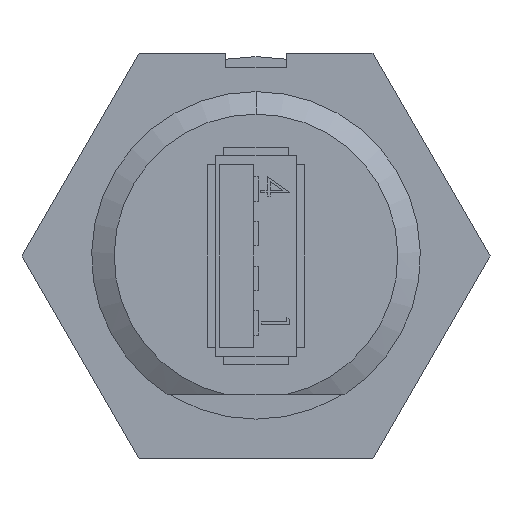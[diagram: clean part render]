
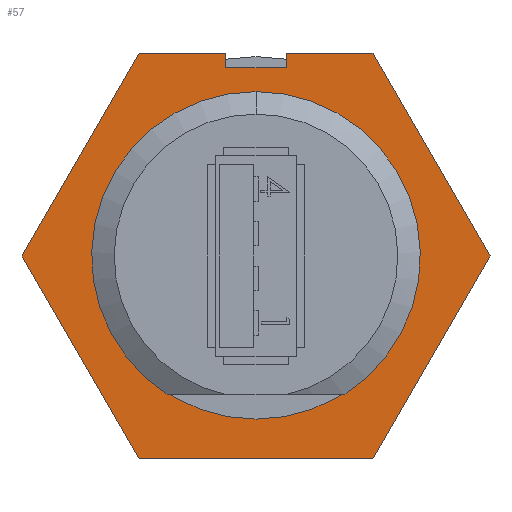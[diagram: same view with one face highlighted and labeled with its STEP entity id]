
A CAD part, front view. The second image highlights one B-rep face of the part: STEP entity #57.
In plain terms, the highlighted planar face has unit normal (0, -1, 0).
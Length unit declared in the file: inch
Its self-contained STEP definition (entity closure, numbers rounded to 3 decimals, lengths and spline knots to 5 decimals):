
#1 = ORIENTED_EDGE ( 'NONE', *, *, #132, .T. ) ;
#28 = VERTEX_POINT ( 'NONE', #843 ) ;
#29 = ORIENTED_EDGE ( 'NONE', *, *, #30, .F. ) ;
#30 = EDGE_CURVE ( 'NONE', #31, #70, #842, .T. ) ;
#31 = VERTEX_POINT ( 'NONE', #838 ) ;
#32 = ORIENTED_EDGE ( 'NONE', *, *, #33, .F. ) ;
#33 = EDGE_CURVE ( 'NONE', #35, #31, #837, .T. ) ;
#34 = ORIENTED_EDGE ( 'NONE', *, *, #38, .F. ) ;
#35 = VERTEX_POINT ( 'NONE', #833 ) ;
#37 = VERTEX_POINT ( 'NONE', #832 ) ;
#38 = EDGE_CURVE ( 'NONE', #37, #35, #831, .T. ) ;
#39 = ORIENTED_EDGE ( 'NONE', *, *, #40, .F. ) ;
#40 = EDGE_CURVE ( 'NONE', #41, #37, #827, .T. ) ;
#41 = VERTEX_POINT ( 'NONE', #823 ) ;
#42 = ORIENTED_EDGE ( 'NONE', *, *, #43, .F. ) ;
#43 = EDGE_CURVE ( 'NONE', #48, #41, #822, .T. ) ;
#44 = EDGE_LOOP ( 'NONE', ( #1, #10202 ) ) ;
#47 = EDGE_CURVE ( 'NONE', #28, #48, #876, .T. ) ;
#48 = VERTEX_POINT ( 'NONE', #872 ) ;
#50 = VERTEX_POINT ( 'NONE', #867 ) ;
#57 = ADVANCED_FACE ( 'NONE', ( #854, #853 ), #851, .F. ) ;
#58 = EDGE_LOOP ( 'NONE', ( #60, #59, #62, #65, #68, #29, #32, #34, #39, #42 ) ) ;
#59 = ORIENTED_EDGE ( 'NONE', *, *, #61, .T. ) ;
#60 = ORIENTED_EDGE ( 'NONE', *, *, #47, .F. ) ;
#61 = EDGE_CURVE ( 'NONE', #28, #50, #912, .T. ) ;
#62 = ORIENTED_EDGE ( 'NONE', *, *, #63, .T. ) ;
#63 = EDGE_CURVE ( 'NONE', #50, #64, #908, .T. ) ;
#64 = VERTEX_POINT ( 'NONE', #904 ) ;
#65 = ORIENTED_EDGE ( 'NONE', *, *, #66, .T. ) ;
#66 = EDGE_CURVE ( 'NONE', #64, #67, #903, .T. ) ;
#67 = VERTEX_POINT ( 'NONE', #899 ) ;
#68 = ORIENTED_EDGE ( 'NONE', *, *, #69, .F. ) ;
#69 = EDGE_CURVE ( 'NONE', #70, #67, #898, .T. ) ;
#70 = VERTEX_POINT ( 'NONE', #894 ) ;
#126 = VERTEX_POINT ( 'NONE', #1010 ) ;
#128 = VERTEX_POINT ( 'NONE', #1009 ) ;
#132 = EDGE_CURVE ( 'NONE', #128, #126, #1008, .T. ) ;
#820 = VECTOR ( 'NONE', #883, 39.37008 ) ;
#821 = CARTESIAN_POINT ( 'NONE',  ( 0.28868, -0.08, 0.5 ) ) ;
#822 = LINE ( 'NONE', #821, #820 ) ;
#823 = CARTESIAN_POINT ( 'NONE',  ( 0.57735, -0.08, 0. ) ) ;
#824 = DIRECTION ( 'NONE',  ( -0.5, 0., -0.866 ) ) ;
#825 = VECTOR ( 'NONE', #824, 39.37008 ) ;
#826 = CARTESIAN_POINT ( 'NONE',  ( 0.57735, -0.08, 0. ) ) ;
#827 = LINE ( 'NONE', #826, #825 ) ;
#828 = DIRECTION ( 'NONE',  ( -1., 0., 0. ) ) ;
#829 = VECTOR ( 'NONE', #828, 39.37008 ) ;
#830 = CARTESIAN_POINT ( 'NONE',  ( 0.28868, -0.08, -0.5 ) ) ;
#831 = LINE ( 'NONE', #830, #829 ) ;
#832 = CARTESIAN_POINT ( 'NONE',  ( 0.28868, -0.08, -0.5 ) ) ;
#833 = CARTESIAN_POINT ( 'NONE',  ( -0.28868, -0.08, -0.5 ) ) ;
#834 = DIRECTION ( 'NONE',  ( -0.5, 0., 0.866 ) ) ;
#835 = VECTOR ( 'NONE', #834, 39.37008 ) ;
#836 = CARTESIAN_POINT ( 'NONE',  ( -0.28868, -0.08, -0.5 ) ) ;
#837 = LINE ( 'NONE', #836, #835 ) ;
#838 = CARTESIAN_POINT ( 'NONE',  ( -0.57735, -0.08, 0. ) ) ;
#839 = DIRECTION ( 'NONE',  ( 0.5, 0., 0.866 ) ) ;
#840 = VECTOR ( 'NONE', #839, 39.37008 ) ;
#841 = CARTESIAN_POINT ( 'NONE',  ( -0.57735, -0.08, 0. ) ) ;
#842 = LINE ( 'NONE', #841, #840 ) ;
#843 = CARTESIAN_POINT ( 'NONE',  ( 0.075, -0.08, 0.5 ) ) ;
#851 = PLANE ( 'NONE',  #852 ) ;
#852 = AXIS2_PLACEMENT_3D ( 'NONE', #915, #914, #913 ) ;
#853 = FACE_BOUND ( 'NONE', #44, .T. ) ;
#854 = FACE_OUTER_BOUND ( 'NONE', #58, .T. ) ;
#867 = CARTESIAN_POINT ( 'NONE',  ( 0.075, -0.08, 0.465 ) ) ;
#872 = CARTESIAN_POINT ( 'NONE',  ( 0.28868, -0.08, 0.5 ) ) ;
#873 = DIRECTION ( 'NONE',  ( 1., 0., 0. ) ) ;
#874 = VECTOR ( 'NONE', #873, 39.37008 ) ;
#875 = CARTESIAN_POINT ( 'NONE',  ( -0.28868, -0.08, 0.5 ) ) ;
#876 = LINE ( 'NONE', #875, #874 ) ;
#883 = DIRECTION ( 'NONE',  ( 0.5, 0., -0.866 ) ) ;
#894 = CARTESIAN_POINT ( 'NONE',  ( -0.28868, -0.08, 0.5 ) ) ;
#895 = DIRECTION ( 'NONE',  ( 1., 0., 0. ) ) ;
#896 = VECTOR ( 'NONE', #895, 39.37008 ) ;
#897 = CARTESIAN_POINT ( 'NONE',  ( -0.28868, -0.08, 0.5 ) ) ;
#898 = LINE ( 'NONE', #897, #896 ) ;
#899 = CARTESIAN_POINT ( 'NONE',  ( -0.075, -0.08, 0.5 ) ) ;
#900 = DIRECTION ( 'NONE',  ( 0., 0., 1. ) ) ;
#901 = VECTOR ( 'NONE', #900, 39.37008 ) ;
#902 = CARTESIAN_POINT ( 'NONE',  ( -0.075, -0.08, 0.5 ) ) ;
#903 = LINE ( 'NONE', #902, #901 ) ;
#904 = CARTESIAN_POINT ( 'NONE',  ( -0.075, -0.08, 0.465 ) ) ;
#905 = DIRECTION ( 'NONE',  ( -1., 0., 0. ) ) ;
#906 = VECTOR ( 'NONE', #905, 39.37008 ) ;
#907 = CARTESIAN_POINT ( 'NONE',  ( 0.075, -0.08, 0.465 ) ) ;
#908 = LINE ( 'NONE', #907, #906 ) ;
#909 = DIRECTION ( 'NONE',  ( 0., 0., -1. ) ) ;
#910 = VECTOR ( 'NONE', #909, 39.37008 ) ;
#911 = CARTESIAN_POINT ( 'NONE',  ( 0.075, -0.08, 0.5 ) ) ;
#912 = LINE ( 'NONE', #911, #910 ) ;
#913 = DIRECTION ( 'NONE',  ( 0., 0., 1. ) ) ;
#914 = DIRECTION ( 'NONE',  ( 0., 1., 0. ) ) ;
#915 = CARTESIAN_POINT ( 'NONE',  ( 0.57735, -0.08, 0. ) ) ;
#1004 = DIRECTION ( 'NONE',  ( 0., 0., 1. ) ) ;
#1005 = DIRECTION ( 'NONE',  ( 0., 1., 0. ) ) ;
#1006 = CARTESIAN_POINT ( 'NONE',  ( 0., -0.08, 0. ) ) ;
#1007 = AXIS2_PLACEMENT_3D ( 'NONE', #1006, #1005, #1004 ) ;
#1008 = CIRCLE ( 'NONE', #1007, 0.4025 ) ;
#1009 = CARTESIAN_POINT ( 'NONE',  ( 0., -0.08, -0.4025 ) ) ;
#1010 = CARTESIAN_POINT ( 'NONE',  ( 0., -0.08, 0.4025 ) ) ;
#9328 = DIRECTION ( 'NONE',  ( 0., 0., 1. ) ) ;
#9329 = DIRECTION ( 'NONE',  ( 0., 1., 0. ) ) ;
#9330 = AXIS2_PLACEMENT_3D ( 'NONE', #9337, #9329, #9328 ) ;
#9331 = CIRCLE ( 'NONE', #9330, 0.4025 ) ;
#9337 = CARTESIAN_POINT ( 'NONE',  ( 0., -0.08, 0. ) ) ;
#10201 = EDGE_CURVE ( 'NONE', #126, #128, #9331, .T. ) ;
#10202 = ORIENTED_EDGE ( 'NONE', *, *, #10201, .T. ) ;
